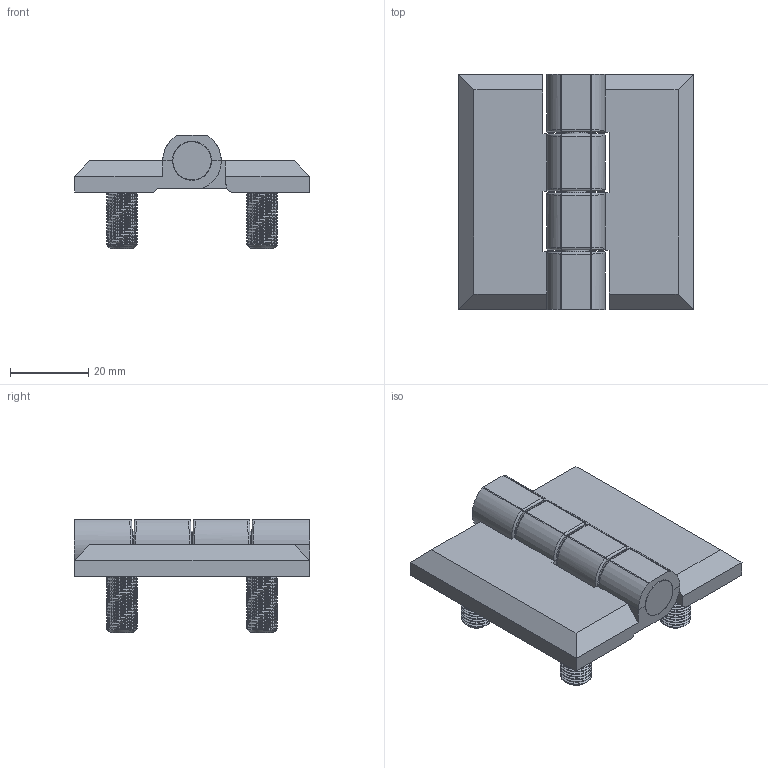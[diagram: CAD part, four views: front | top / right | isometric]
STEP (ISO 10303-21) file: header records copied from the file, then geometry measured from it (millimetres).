
FILE_DESCRIPTION (( 'STEP AP203' ), '1' );
FILE_NAME ('MY6060.1.2.1.KROM.STEP', '2022-06-13T08:48:52', ( '' ), ( '' ), 'SwSTEP 2.0', 'SolidWorks 2021', '' );
FILE_SCHEMA (( 'CONFIG_CONTROL_DESIGN' ));
Length unit declared in the file: millimetre
Products named in the file (1): MY6060.1.2.1.KROM
Bounding box: 60.14 x 60.28 x 29 mm (x, y, z)
Surface area: 15107.1 mm2 (no closed solid volume)
Topology: 0 solids, 8 shells, 322 faces, 910 edges, 588 vertices
Faces by surface type: cylinder 176, plane 66, cone 32, bspline 24, sphere 12, torus 12
Entity records: 19486 total; most frequent: CARTESIAN_POINT 12621, ORIENTED_EDGE 1736, DIRECTION 1034, EDGE_CURVE 910, VERTEX_POINT 588, AXIS2_PLACEMENT_3D 383, EDGE_LOOP 333, FACE_OUTER_BOUND 322
